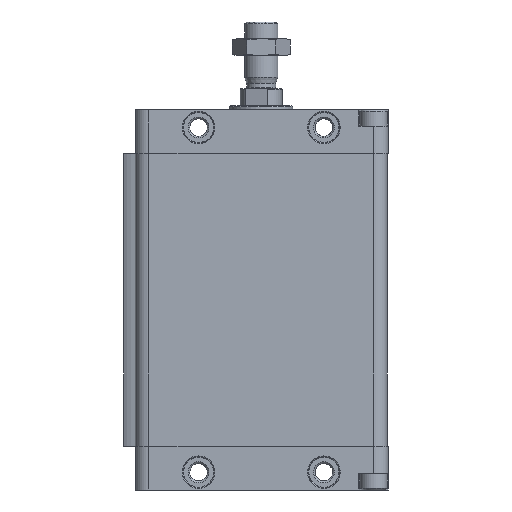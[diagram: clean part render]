
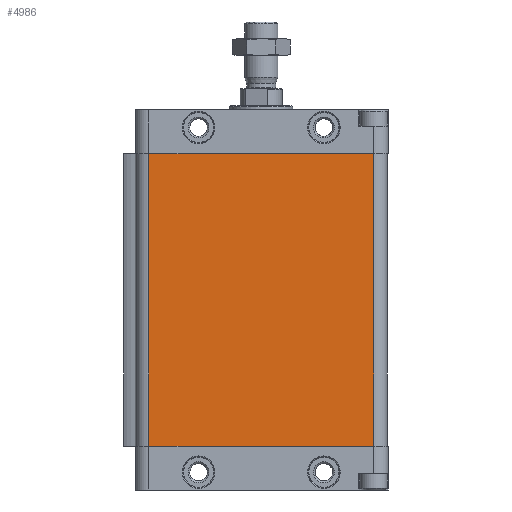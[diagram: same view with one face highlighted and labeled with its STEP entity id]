
A CAD part, left-side view. The second image highlights one B-rep face of the part: STEP entity #4986.
In plain terms, the highlighted planar face has unit normal (-1, 0, 0).
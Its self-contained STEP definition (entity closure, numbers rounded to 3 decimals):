
#808=ORIENTED_EDGE('',*,*,#2120,.F.);
#809=ORIENTED_EDGE('',*,*,#2133,.F.);
#810=ORIENTED_EDGE('',*,*,#2134,.T.);
#811=ORIENTED_EDGE('',*,*,#2135,.T.);
#2120=EDGE_CURVE('',#2769,#2770,#3193,.T.);
#2133=EDGE_CURVE('',#2780,#2769,#3199,.T.);
#2134=EDGE_CURVE('',#2780,#2781,#3200,.T.);
#2135=EDGE_CURVE('',#2781,#2770,#3201,.T.);
#2769=VERTEX_POINT('',#8051);
#2770=VERTEX_POINT('',#8053);
#2780=VERTEX_POINT('',#8078);
#2781=VERTEX_POINT('',#8080);
#3193=LINE('',#8052,#3537);
#3199=LINE('',#8077,#3543);
#3200=LINE('',#8079,#3544);
#3201=LINE('',#8081,#3545);
#3537=VECTOR('',#6297,1000.);
#3543=VECTOR('',#6321,1000.);
#3544=VECTOR('',#6322,1000.);
#3545=VECTOR('',#6323,1000.);
#3873=EDGE_LOOP('',(#808,#809,#810,#811));
#4363=FACE_BOUND('',#3873,.T.);
#4794=PLANE('',#5459);
#4986=ADVANCED_FACE('',(#4363),#4794,.T.);
#5459=AXIS2_PLACEMENT_3D('',#8076,#6319,#6320);
#6297=DIRECTION('',(0.,-1.,0.));
#6319=DIRECTION('',(-1.,0.,0.));
#6320=DIRECTION('',(0.,0.,1.));
#6321=DIRECTION('',(0.,0.,1.));
#6322=DIRECTION('',(0.,-1.,0.));
#6323=DIRECTION('',(0.,0.,1.));
#8051=CARTESIAN_POINT('',(-24.5,53.75,-21.));
#8052=CARTESIAN_POINT('',(-24.5,53.75,-21.));
#8053=CARTESIAN_POINT('',(-24.5,-53.75,-21.));
#8076=CARTESIAN_POINT('',(-24.5,53.75,-161.));
#8077=CARTESIAN_POINT('',(-24.5,53.75,-161.));
#8078=CARTESIAN_POINT('',(-24.5,53.75,-161.));
#8079=CARTESIAN_POINT('',(-24.5,53.75,-161.));
#8080=CARTESIAN_POINT('',(-24.5,-53.75,-161.));
#8081=CARTESIAN_POINT('',(-24.5,-53.75,-161.));
